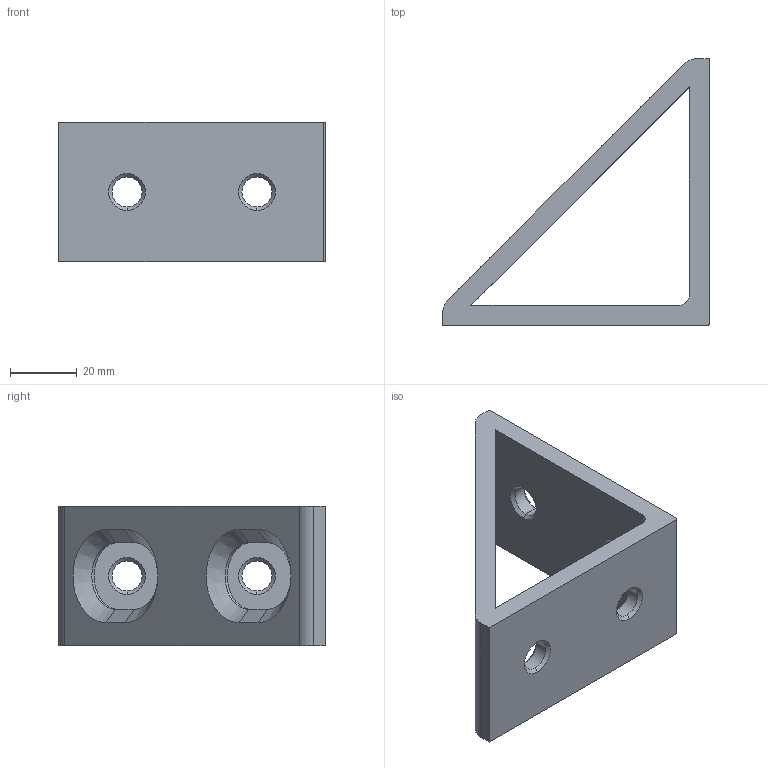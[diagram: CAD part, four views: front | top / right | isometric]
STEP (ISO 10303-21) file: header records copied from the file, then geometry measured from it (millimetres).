
FILE_DESCRIPTION (( 'STEP AP214' ), '1' );
FILE_NAME ('A451 Óãëîâîé àëþìèíèåâûé ñîåäèíèòåëü 45õ90.STEP', '2021-07-29T13:58:15', ( 'Windows User' ), ( '' ), 'SwSTEP 2.0', 'SolidWorks 2021', '' );
FILE_SCHEMA (( 'AUTOMOTIVE_DESIGN' ));
Length unit declared in the file: millimetre
Products named in the file (1): A451 Óãëîâîé àëþìèíèåâûé ñîåäèíèòåëü 45õ90
Bounding box: 80 x 80 x 42 mm (x, y, z)
Volume: 54867.6 mm3; surface area: 22641 mm2
Topology: 1 solids, 1 shells, 68 faces, 172 edges, 106 vertices
Faces by surface type: cone 28, plane 22, cylinder 18
Entity records: 2104 total; most frequent: DIRECTION 384, CARTESIAN_POINT 347, ORIENTED_EDGE 344, EDGE_CURVE 172, AXIS2_PLACEMENT_3D 143, VERTEX_POINT 106, LINE 98, VECTOR 98
